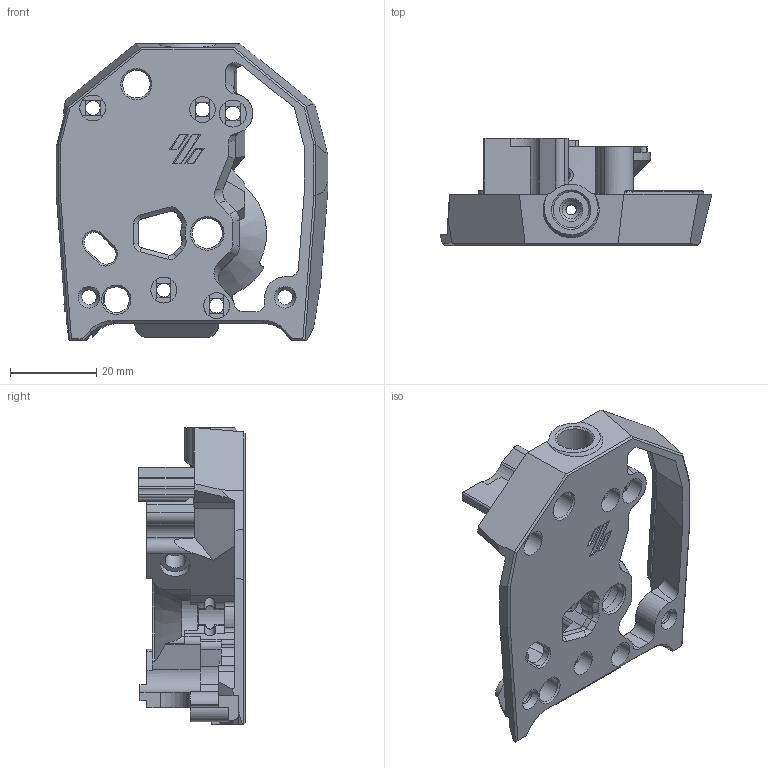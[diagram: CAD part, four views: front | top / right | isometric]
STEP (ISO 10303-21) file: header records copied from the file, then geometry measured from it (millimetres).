
FILE_DESCRIPTION(/* description */ ('Unknown'),/* implementation_level */ '2;1');
FILE_NAME(/* name */ 'CW2 With ECAS',/* time_stamp */ '2023-05-19T10:30:17+02:00',/* author */ ('Unknown'),/* organization */ ('Unknown'),/* preprocessor_version */ 'ST-DEVELOPER v16.7',/* originating_system */ 'Solid Edge',/* authorisation */ 'Unknown');
FILE_SCHEMA (('AUTOMOTIVE_DESIGN {1 0 10303 214 3 1 1}'));
Length unit declared in the file: millimetre
Products named in the file (1): CW2 With ECAS
Bounding box: 62.85 x 24.7 x 68.69 mm (x, y, z)
Volume: 25489.6 mm3; surface area: 15310 mm2
Topology: 1 solids, 1 shells, 488 faces, 1339 edges, 858 vertices
Faces by surface type: plane 272, cylinder 152, cone 34, bspline 29, torus 1
Full cylindrical faces by diameter (mm): 2.4 x2, 2.8 x1, 3.2 x1, 3.4 x6, 4.2 x1, 4.7 x5, 6 x5, 6.248 x1, 6.4 x1, 7 x2, 8.2 x1, 8.3 x1
Entity records: 19680 total; most frequent: CARTESIAN_POINT 4084, ORIENTED_EDGE 2574, DIRECTION 2449, EDGE_CURVE 1287, VERTEX_POINT 846, AXIS2_PLACEMENT_3D 835, LINE 779, VECTOR 779
